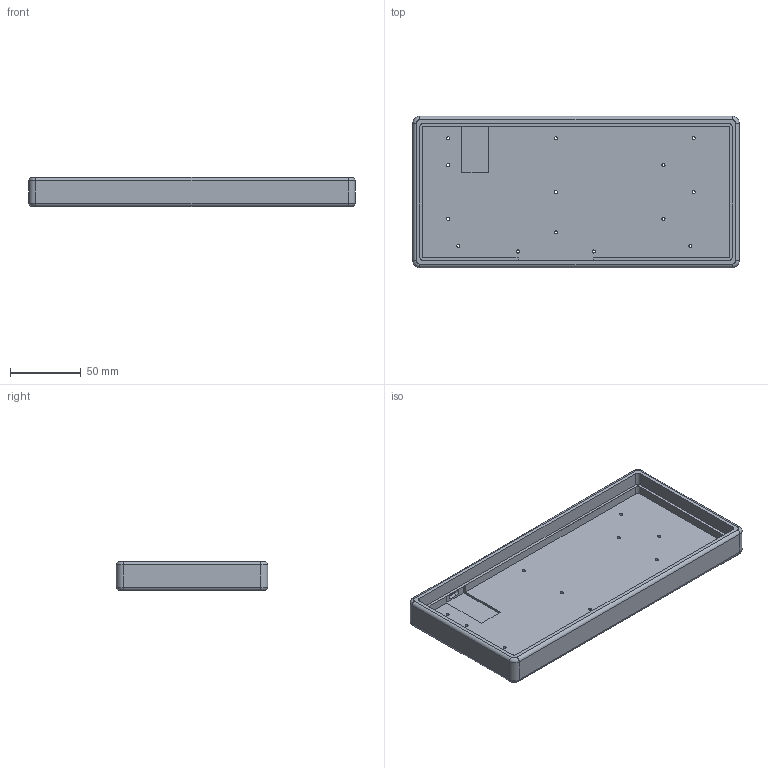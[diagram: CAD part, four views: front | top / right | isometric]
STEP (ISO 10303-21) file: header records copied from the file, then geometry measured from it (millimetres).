
FILE_DESCRIPTION(('HOOPS Exchange Step'),'2;1');
FILE_NAME('temp_export','2023-06-14T15:40:10-04:00',('jscotto'),('Shapr3D Limited'),'HOOPS Exchange 2022.2','Shapr3D','Authorized');
FILE_SCHEMA( ('AUTOMOTIVE_DESIGN { 1 0 10303 214 1 1 1 1 }') );
Length unit declared in the file: millimetre
Products named in the file (1): Case
Bounding box: 231.07 x 107.25 x 20.6 mm (x, y, z)
Volume: 129516.1 mm3; surface area: 74989.4 mm2
Topology: 1 solids, 1 shells, 94 faces, 285 edges, 194 vertices
Faces by surface type: cylinder 38, plane 30, cone 18, torus 8
Full cylindrical faces by diameter (mm): 2.2 x14
Entity records: 3429 total; most frequent: CARTESIAN_POINT 634, DIRECTION 619, ORIENTED_EDGE 570, EDGE_CURVE 285, AXIS2_PLACEMENT_3D 243, VERTEX_POINT 194, CIRCLE 140, VECTOR 133
